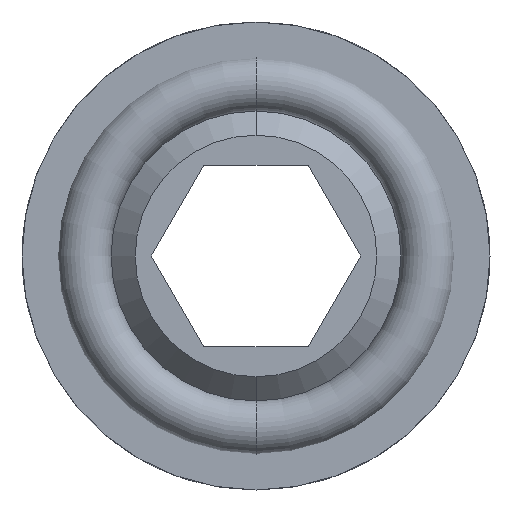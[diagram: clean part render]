
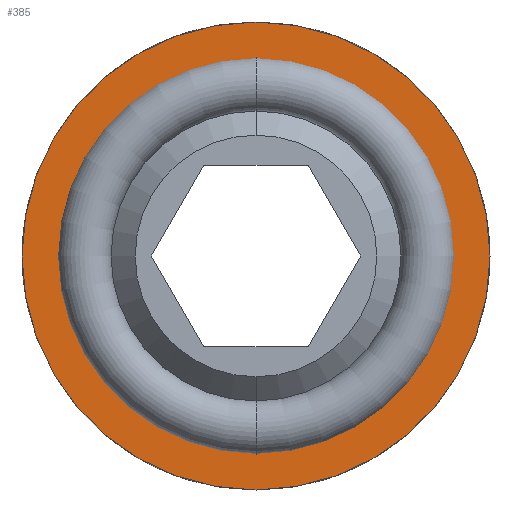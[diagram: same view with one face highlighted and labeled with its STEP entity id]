
A CAD part, front view. The second image highlights one B-rep face of the part: STEP entity #385.
In plain terms, the highlighted planar face has unit normal (0, -1, 0).
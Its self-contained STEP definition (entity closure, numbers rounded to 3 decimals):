
#228 = EDGE_CURVE ( 'NONE', #254, #478, #1180, .T. ) ;
#240 = VERTEX_POINT ( 'NONE', #1184 ) ;
#242 = EDGE_CURVE ( 'NONE', #243, #240, #1020, .T. ) ;
#243 = VERTEX_POINT ( 'NONE', #1015 ) ;
#254 = VERTEX_POINT ( 'NONE', #1065 ) ;
#318 = ORIENTED_EDGE ( 'NONE', *, *, #319, .F. ) ;
#319 = EDGE_CURVE ( 'NONE', #478, #254, #1350, .T. ) ;
#320 = ORIENTED_EDGE ( 'NONE', *, *, #228, .F. ) ;
#385 = ADVANCED_FACE ( 'NONE', ( #1317, #1316 ), #1314, .T. ) ;
#386 = EDGE_LOOP ( 'NONE', ( #387, #391 ) ) ;
#387 = ORIENTED_EDGE ( 'NONE', *, *, #242, .T. ) ;
#391 = ORIENTED_EDGE ( 'NONE', *, *, #420, .T. ) ;
#392 = EDGE_LOOP ( 'NONE', ( #318, #320 ) ) ;
#420 = EDGE_CURVE ( 'NONE', #240, #243, #1398, .T. ) ;
#478 = VERTEX_POINT ( 'NONE', #1632 ) ;
#1015 = CARTESIAN_POINT ( 'NONE',  ( 0., 6., -7.75 ) ) ;
#1016 = DIRECTION ( 'NONE',  ( 0., 0., -1. ) ) ;
#1017 = DIRECTION ( 'NONE',  ( 0., -1., 0. ) ) ;
#1018 = CARTESIAN_POINT ( 'NONE',  ( 0., 6., 0. ) ) ;
#1019 = AXIS2_PLACEMENT_3D ( 'NONE', #1018, #1017, #1016 ) ;
#1020 = CIRCLE ( 'NONE', #1019, 7.75 ) ;
#1065 = CARTESIAN_POINT ( 'NONE',  ( 0., 6., 6.5 ) ) ;
#1086 = DIRECTION ( 'NONE',  ( 0., 0., -1. ) ) ;
#1177 = DIRECTION ( 'NONE',  ( 0., -1., 0. ) ) ;
#1178 = CARTESIAN_POINT ( 'NONE',  ( 0., 6., 0. ) ) ;
#1179 = AXIS2_PLACEMENT_3D ( 'NONE', #1178, #1177, #1086 ) ;
#1180 = CIRCLE ( 'NONE', #1179, 6.5 ) ;
#1184 = CARTESIAN_POINT ( 'NONE',  ( 0., 6., 7.75 ) ) ;
#1261 = DIRECTION ( 'NONE',  ( 0., 0., -1. ) ) ;
#1262 = DIRECTION ( 'NONE',  ( 0., -1., 0. ) ) ;
#1263 = CARTESIAN_POINT ( 'NONE',  ( 0., 6., 0. ) ) ;
#1264 = AXIS2_PLACEMENT_3D ( 'NONE', #1263, #1262, #1261 ) ;
#1309 = DIRECTION ( 'NONE',  ( 0., 0., -1. ) ) ;
#1310 = DIRECTION ( 'NONE',  ( 0., -1., 0. ) ) ;
#1311 = CARTESIAN_POINT ( 'NONE',  ( 7.75, 6., 0. ) ) ;
#1312 = AXIS2_PLACEMENT_3D ( 'NONE', #1311, #1310, #1309 ) ;
#1314 = PLANE ( 'NONE',  #1312 ) ;
#1316 = FACE_BOUND ( 'NONE', #392, .T. ) ;
#1317 = FACE_OUTER_BOUND ( 'NONE', #386, .T. ) ;
#1350 = CIRCLE ( 'NONE', #1264, 6.5 ) ;
#1394 = DIRECTION ( 'NONE',  ( 0., 0., -1. ) ) ;
#1395 = DIRECTION ( 'NONE',  ( 0., -1., 0. ) ) ;
#1396 = CARTESIAN_POINT ( 'NONE',  ( 0., 6., 0. ) ) ;
#1397 = AXIS2_PLACEMENT_3D ( 'NONE', #1396, #1395, #1394 ) ;
#1398 = CIRCLE ( 'NONE', #1397, 7.75 ) ;
#1632 = CARTESIAN_POINT ( 'NONE',  ( 0., 6., -6.5 ) ) ;
